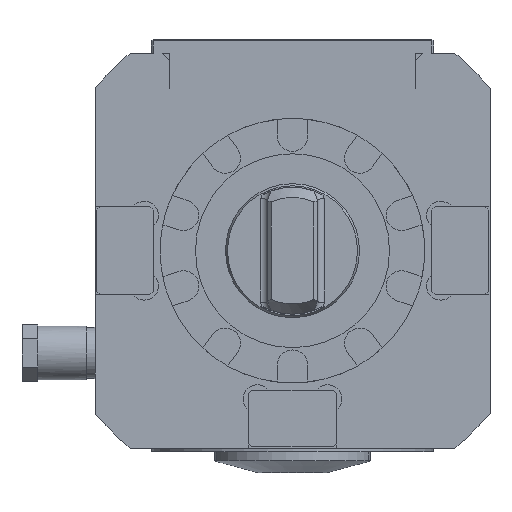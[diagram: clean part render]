
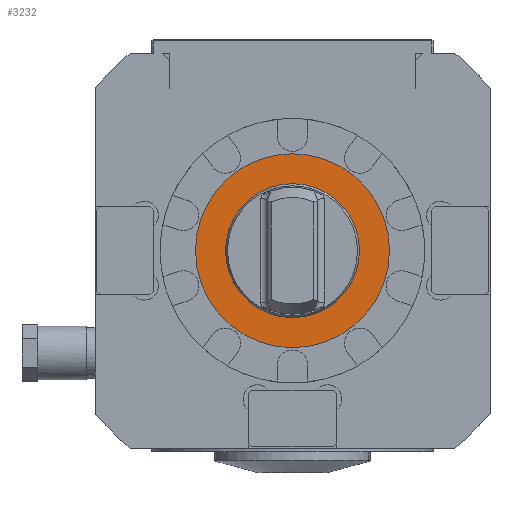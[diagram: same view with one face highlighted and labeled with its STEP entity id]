
A CAD part, front view. The second image highlights one B-rep face of the part: STEP entity #3232.
In plain terms, the highlighted planar face has unit normal (0, -1, 0).
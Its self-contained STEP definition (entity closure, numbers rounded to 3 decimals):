
#322 = CARTESIAN_POINT ( 'NONE',  ( 19., -80., 0. ) ) ;
#370 = AXIS2_PLACEMENT_3D ( 'NONE', #34001, #4301, #1657 ) ;
#419 = AXIS2_PLACEMENT_3D ( 'NONE', #22378, #9282, #3430 ) ;
#426 = PLANE ( 'NONE',  #419 ) ;
#1657 = DIRECTION ( 'NONE',  ( -1., 0., 0. ) ) ;
#3232 = ADVANCED_FACE ( 'Defeature completata1_431', ( #21498, #24856 ), #426, .T. ) ;
#3430 = DIRECTION ( 'NONE',  ( 1., 0., 0. ) ) ;
#4301 = DIRECTION ( 'NONE',  ( 0., 1., 0. ) ) ;
#8309 = CARTESIAN_POINT ( 'NONE',  ( 0., -80., 0. ) ) ;
#9282 = DIRECTION ( 'NONE',  ( 0., -1., 0. ) ) ;
#10088 = AXIS2_PLACEMENT_3D ( 'NONE', #8309, #21740, #18918 ) ;
#10727 = EDGE_LOOP ( 'NONE', ( #30859 ) ) ;
#13736 = VERTEX_POINT ( 'NONE', #322 ) ;
#18507 = EDGE_CURVE ( 'NONE', #13736, #13736, #29853, .T. ) ;
#18918 = DIRECTION ( 'NONE',  ( 1., 0., 0. ) ) ;
#21498 = FACE_BOUND ( 'NONE', #29282, .T. ) ;
#21740 = DIRECTION ( 'NONE',  ( 0., -1., 0. ) ) ;
#22378 = CARTESIAN_POINT ( 'NONE',  ( -27.5, -80., 0. ) ) ;
#23225 = EDGE_CURVE ( 'NONE', #24749, #24749, #31469, .T. ) ;
#24749 = VERTEX_POINT ( 'NONE', #27717 ) ;
#24856 = FACE_OUTER_BOUND ( 'NONE', #10727, .T. ) ;
#27717 = CARTESIAN_POINT ( 'NONE',  ( -27.5, -80., 0. ) ) ;
#29282 = EDGE_LOOP ( 'NONE', ( #29289 ) ) ;
#29289 = ORIENTED_EDGE ( 'NONE', *, *, #18507, .F. ) ;
#29853 = CIRCLE ( 'NONE', #10088, 19. ) ;
#30859 = ORIENTED_EDGE ( 'NONE', *, *, #23225, .F. ) ;
#31469 = CIRCLE ( 'NONE', #370, 27.5 ) ;
#34001 = CARTESIAN_POINT ( 'NONE',  ( 0., -80., 0. ) ) ;
